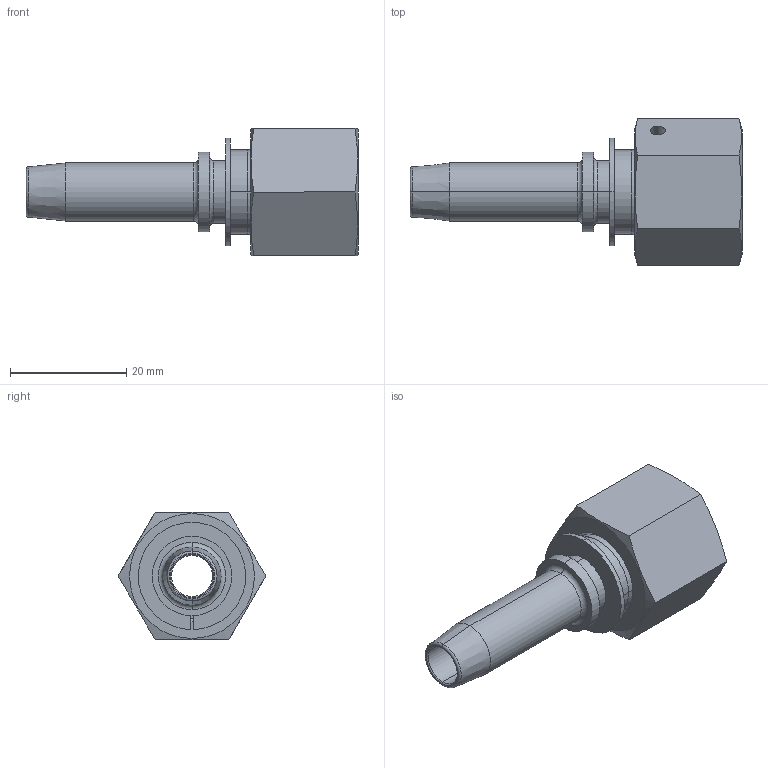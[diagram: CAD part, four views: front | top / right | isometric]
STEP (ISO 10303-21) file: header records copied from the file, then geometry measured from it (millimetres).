
FILE_DESCRIPTION (( 'STEP AP203' ), '1' );
FILE_NAME ('DKR3_8DN10 (200952) STD.step', '2020-07-01T06:45:06', ( '' ), ( '' ), 'SwSTEP 2.0', 'SolidWorks 2017', '' );
FILE_SCHEMA (( 'CONFIG_CONTROL_DESIGN' ));
Length unit declared in the file: millimetre
Products named in the file (1): DKR3_8DN10 (200952) STD
Bounding box: 57.2 x 25.4 x 22 mm (x, y, z)
Volume: 7661.9 mm3; surface area: 6452.3 mm2
Topology: 3 solids, 3 shells, 71 faces, 159 edges, 96 vertices
Faces by surface type: cylinder 24, plane 18, cone 16, torus 13
Entity records: 2163 total; most frequent: CARTESIAN_POINT 475, DIRECTION 364, ORIENTED_EDGE 318, EDGE_CURVE 159, AXIS2_PLACEMENT_3D 155, VERTEX_POINT 96, CIRCLE 83, EDGE_LOOP 79
